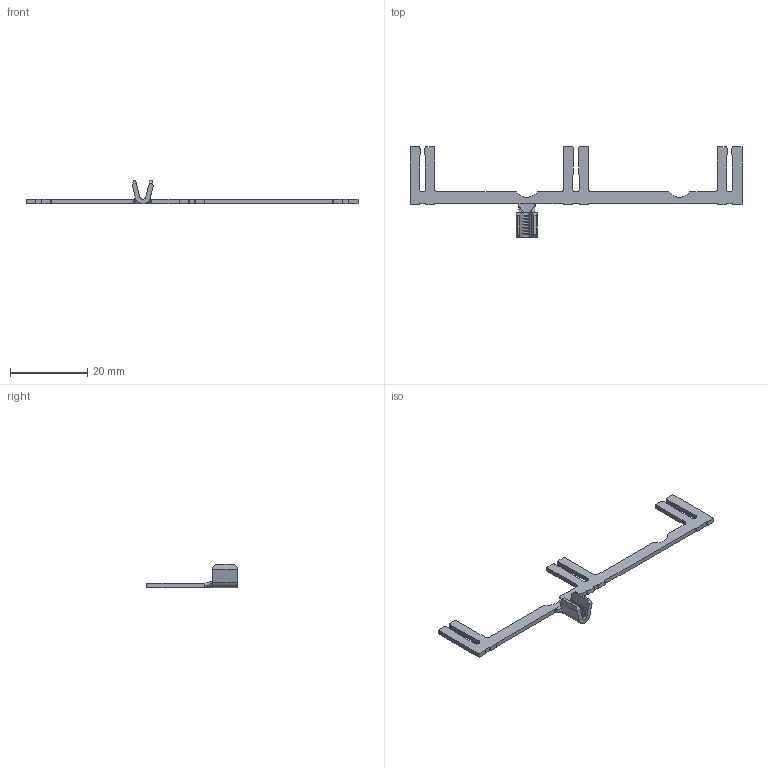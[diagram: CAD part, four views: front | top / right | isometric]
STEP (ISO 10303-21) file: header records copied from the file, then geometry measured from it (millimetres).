
FILE_DESCRIPTION (( 'STEP AP203' ), '1' );
FILE_NAME ('82212.STEP', '2015-02-24T14:44:39', ( '' ), ( '' ), 'SwSTEP 2.0', 'SolidWorks 2014', '' );
FILE_SCHEMA (( 'CONFIG_CONTROL_DESIGN' ));
Length unit declared in the file: inch
Products named in the file (1): 82212
Bounding box: 85.7 x 23.37 x 6.07 mm (x, y, z)
Volume: 590.5 mm3; surface area: 1441.2 mm2
Topology: 1 solids, 1 shells, 210 faces, 553 edges, 345 vertices
Faces by surface type: plane 123, cylinder 60, cone 21, bspline 6
Entity records: 6558 total; most frequent: CARTESIAN_POINT 1258, ORIENTED_EDGE 1106, DIRECTION 1078, EDGE_CURVE 553, VECTOR 414, LINE 414, VERTEX_POINT 345, AXIS2_PLACEMENT_3D 332
